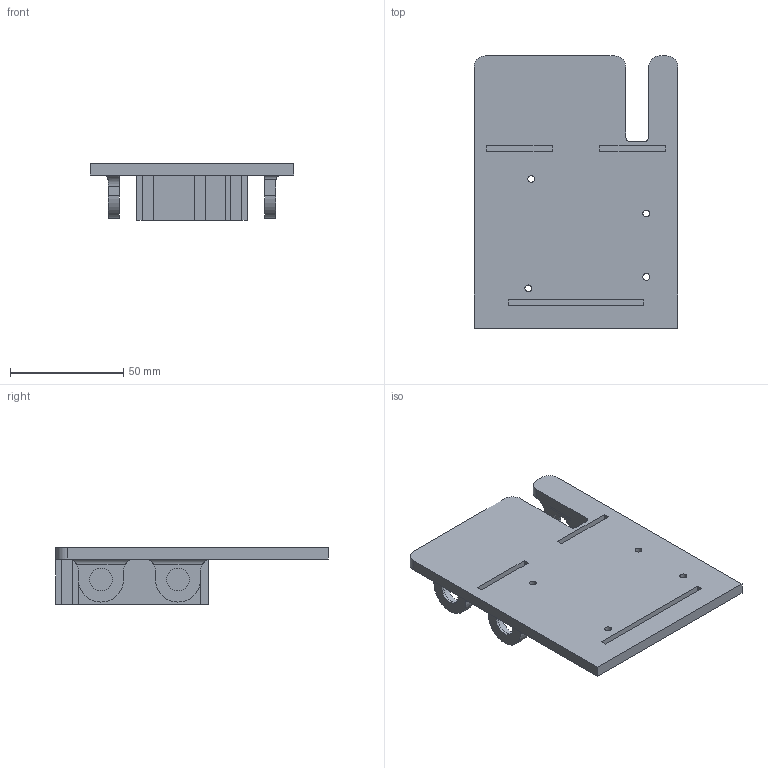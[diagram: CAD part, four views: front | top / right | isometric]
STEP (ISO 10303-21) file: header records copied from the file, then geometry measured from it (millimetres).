
FILE_DESCRIPTION(/* description */ (''),/* implementation_level */ '2;1');
FILE_NAME(/* name */ 'PlaqueAttache v11.step',/* time_stamp */ '2024-04-18T12:39:13+02:00',/* author */ (''),/* organization */ (''),/* preprocessor_version */ 'ST-DEVELOPER v20',/* originating_system */ 'Autodesk Translation Framework v12.20.1.177',/* authorisation */ '');
FILE_SCHEMA (('AUTOMOTIVE_DESIGN { 1 0 10303 214 3 1 1 }'));
Length unit declared in the file: millimetre
Products named in the file (1): PlaqueAttache
Bounding box: 90 x 120.14 x 25 mm (x, y, z)
Volume: 70003.9 mm3; surface area: 36621.1 mm2
Topology: 1 solids, 1 shells, 134 faces, 361 edges, 242 vertices
Faces by surface type: plane 98, cylinder 36
Full cylindrical faces by diameter (mm): 2 x2, 3 x4, 10 x4, 14 x4
Entity records: 4303 total; most frequent: CARTESIAN_POINT 813, ORIENTED_EDGE 722, DIRECTION 686, EDGE_CURVE 361, LINE 288, VECTOR 288, VERTEX_POINT 242, AXIS2_PLACEMENT_3D 199
